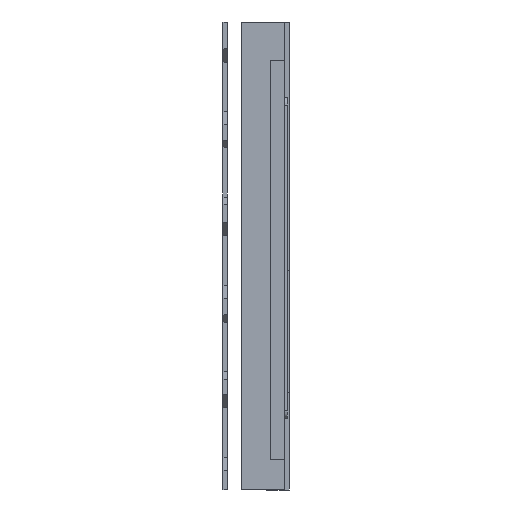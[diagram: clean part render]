
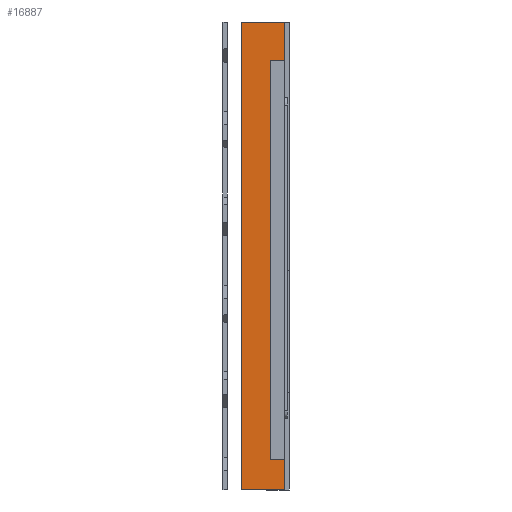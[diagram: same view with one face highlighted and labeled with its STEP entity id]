
A CAD part, left-side view. The second image highlights one B-rep face of the part: STEP entity #16887.
In plain terms, the highlighted planar face has unit normal (-1, 0, 0).
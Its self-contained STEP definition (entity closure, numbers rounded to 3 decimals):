
#287=PLANE('',#17770);
#1119=FACE_OUTER_BOUND('',#1962,.T.);
#1962=EDGE_LOOP('',(#12017,#12018,#12019,#12020,#12021,#12022,#12023,#12024));
#3021=LINE('',#22808,#5445);
#3038=LINE('',#22855,#5462);
#3042=LINE('',#22862,#5466);
#3043=LINE('',#22864,#5467);
#3044=LINE('',#22867,#5468);
#3045=LINE('',#22868,#5469);
#3046=LINE('',#22870,#5470);
#3047=LINE('',#22871,#5471);
#5445=VECTOR('',#18639,6.5);
#5462=VECTOR('',#18682,6.5);
#5466=VECTOR('',#18688,6.5);
#5467=VECTOR('',#18691,6.5);
#5468=VECTOR('',#18694,6.5);
#5469=VECTOR('',#18695,6.5);
#5470=VECTOR('',#18696,6.5);
#5471=VECTOR('',#18697,6.5);
#7882=VERTEX_POINT('',#22805);
#7883=VERTEX_POINT('',#22807);
#7899=VERTEX_POINT('',#22852);
#7900=VERTEX_POINT('',#22854);
#7901=VERTEX_POINT('',#22858);
#7902=VERTEX_POINT('',#22860);
#7903=VERTEX_POINT('',#22866);
#7904=VERTEX_POINT('',#22869);
#9519=EDGE_CURVE('',#7883,#7882,#3021,.T.);
#9542=EDGE_CURVE('',#7900,#7899,#3038,.T.);
#9546=EDGE_CURVE('',#7901,#7902,#3042,.T.);
#9547=EDGE_CURVE('',#7902,#7900,#3043,.T.);
#9548=EDGE_CURVE('',#7903,#7899,#3044,.T.);
#9549=EDGE_CURVE('',#7883,#7903,#3045,.T.);
#9550=EDGE_CURVE('',#7882,#7904,#3046,.T.);
#9551=EDGE_CURVE('',#7901,#7904,#3047,.T.);
#12017=ORIENTED_EDGE('',*,*,#9546,.T.);
#12018=ORIENTED_EDGE('',*,*,#9547,.T.);
#12019=ORIENTED_EDGE('',*,*,#9542,.T.);
#12020=ORIENTED_EDGE('',*,*,#9548,.F.);
#12021=ORIENTED_EDGE('',*,*,#9549,.F.);
#12022=ORIENTED_EDGE('',*,*,#9519,.T.);
#12023=ORIENTED_EDGE('',*,*,#9550,.T.);
#12024=ORIENTED_EDGE('',*,*,#9551,.F.);
#16887=ADVANCED_FACE('',(#1119),#287,.T.);
#17770=AXIS2_PLACEMENT_3D('',#22865,#18692,#18693);
#18639=DIRECTION('',(0.,0.,-1.));
#18682=DIRECTION('',(0.,-1.,0.));
#18688=DIRECTION('',(0.,1.,0.));
#18691=DIRECTION('',(0.,0.,1.));
#18692=DIRECTION('center_axis',(-1.,0.,0.));
#18693=DIRECTION('ref_axis',(0.,0.,-1.));
#18694=DIRECTION('',(0.,0.,-1.));
#18695=DIRECTION('',(0.,-1.,0.));
#18696=DIRECTION('',(0.,-1.,0.));
#18697=DIRECTION('',(0.,0.,-1.));
#22805=CARTESIAN_POINT('',(-2.391,-4.65,6.213));
#22807=CARTESIAN_POINT('',(-2.391,-4.65,27.434));
#22808=CARTESIAN_POINT('',(-2.391,-4.65,27.175));
#22852=CARTESIAN_POINT('',(-2.391,-6.6,25.685));
#22854=CARTESIAN_POINT('',(-2.391,-5.95,25.685));
#22855=CARTESIAN_POINT('',(-2.391,-4.,25.685));
#22858=CARTESIAN_POINT('',(-2.391,-6.6,7.584));
#22860=CARTESIAN_POINT('',(-2.391,-5.95,7.584));
#22862=CARTESIAN_POINT('',(-2.391,-4.,7.584));
#22864=CARTESIAN_POINT('',(-2.391,-5.95,25.399));
#22865=CARTESIAN_POINT('Origin',(-2.391,-1.4,34.163));
#22866=CARTESIAN_POINT('',(-2.391,-6.6,27.434));
#22867=CARTESIAN_POINT('',(-2.391,-6.6,27.434));
#22868=CARTESIAN_POINT('',(-2.391,-4.65,27.434));
#22869=CARTESIAN_POINT('',(-2.391,-6.6,6.213));
#22870=CARTESIAN_POINT('',(-2.391,-1.4,6.213));
#22871=CARTESIAN_POINT('',(-2.391,-6.6,27.434));
